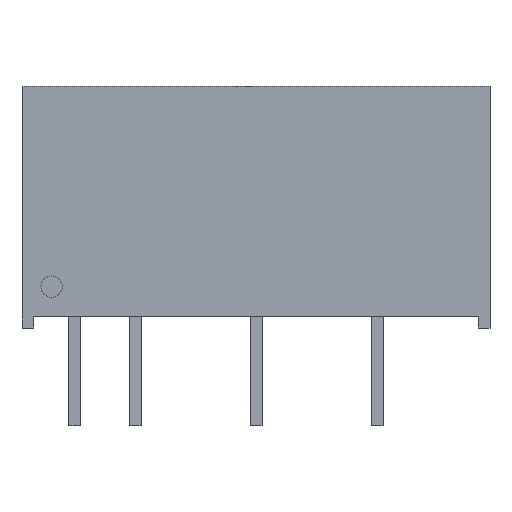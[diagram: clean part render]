
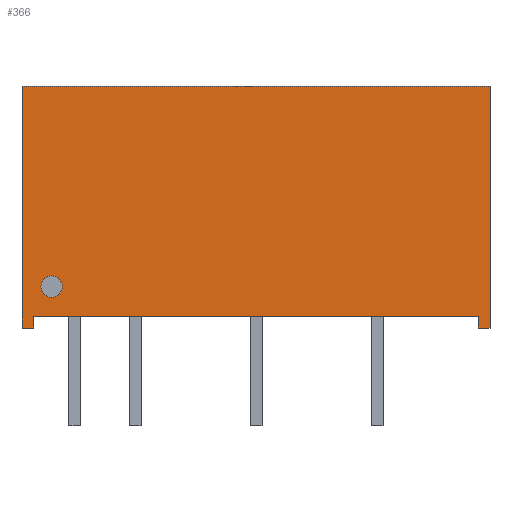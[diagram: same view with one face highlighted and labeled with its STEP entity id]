
A CAD part, top view. The second image highlights one B-rep face of the part: STEP entity #366.
In plain terms, the highlighted planar face has unit normal (0, 0, 1).
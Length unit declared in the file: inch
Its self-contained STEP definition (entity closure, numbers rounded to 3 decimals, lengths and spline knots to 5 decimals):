
#12 = VECTOR ( 'NONE', #255, 39.37008 ) ;
#17 = VERTEX_POINT ( 'NONE', #1217 ) ;
#19 = CARTESIAN_POINT ( 'NONE',  ( 0.38681, 0.4, 0.15945 ) ) ;
#34 = VECTOR ( 'NONE', #661, 39.37008 ) ;
#41 = ORIENTED_EDGE ( 'NONE', *, *, #396, .F. ) ;
#77 = LINE ( 'NONE', #637, #34 ) ;
#98 = VECTOR ( 'NONE', #726, 39.37008 ) ;
#103 = VERTEX_POINT ( 'NONE', #1172 ) ;
#109 = CARTESIAN_POINT ( 'NONE',  ( 0.36713, 0., 0.15945 ) ) ;
#123 = EDGE_CURVE ( 'NONE', #17, #168, #167, .T. ) ;
#128 = CARTESIAN_POINT ( 'NONE',  ( -0.36713, 0.01969, 0.15945 ) ) ;
#142 = ORIENTED_EDGE ( 'NONE', *, *, #800, .F. ) ;
#143 = DIRECTION ( 'NONE',  ( 0., -1., 0. ) ) ;
#153 = DIRECTION ( 'NONE',  ( -1., 0., 0. ) ) ;
#167 = LINE ( 'NONE', #271, #351 ) ;
#168 = VERTEX_POINT ( 'NONE', #361 ) ;
#172 = ORIENTED_EDGE ( 'NONE', *, *, #230, .F. ) ;
#193 = CARTESIAN_POINT ( 'NONE',  ( -0.32008, 0.0685, 0.15945 ) ) ;
#225 = DIRECTION ( 'NONE',  ( 0., 0., 1. ) ) ;
#230 = EDGE_CURVE ( 'NONE', #295, #415, #412, .T. ) ;
#255 = DIRECTION ( 'NONE',  ( 0., 1., 0. ) ) ;
#271 = CARTESIAN_POINT ( 'NONE',  ( -0.36713, 0., 0.15945 ) ) ;
#284 = VECTOR ( 'NONE', #883, 39.37008 ) ;
#295 = VERTEX_POINT ( 'NONE', #621 ) ;
#302 = EDGE_CURVE ( 'NONE', #415, #295, #1069, .T. ) ;
#322 = VERTEX_POINT ( 'NONE', #525 ) ;
#351 = VECTOR ( 'NONE', #153, 39.37008 ) ;
#361 = CARTESIAN_POINT ( 'NONE',  ( -0.38681, 0., 0.15945 ) ) ;
#366 = ADVANCED_FACE ( 'NONE', ( #890, #544 ), #911, .T. ) ;
#394 = VECTOR ( 'NONE', #857, 39.37008 ) ;
#396 = EDGE_CURVE ( 'NONE', #1035, #103, #762, .T. ) ;
#398 = CARTESIAN_POINT ( 'NONE',  ( 0.36713, 0.01969, 0.15945 ) ) ;
#412 = CIRCLE ( 'NONE', #591, 0.01772 ) ;
#415 = VERTEX_POINT ( 'NONE', #193 ) ;
#423 = LINE ( 'NONE', #886, #949 ) ;
#442 = LINE ( 'NONE', #464, #98 ) ;
#446 = ORIENTED_EDGE ( 'NONE', *, *, #565, .F. ) ;
#451 = VECTOR ( 'NONE', #839, 39.37008 ) ;
#464 = CARTESIAN_POINT ( 'NONE',  ( -0.38681, 0.4, 0.15945 ) ) ;
#525 = CARTESIAN_POINT ( 'NONE',  ( -0.36713, 0.01969, 0.15945 ) ) ;
#544 = FACE_BOUND ( 'NONE', #778, .T. ) ;
#548 = EDGE_CURVE ( 'NONE', #168, #1173, #813, .T. ) ;
#552 = ORIENTED_EDGE ( 'NONE', *, *, #302, .F. ) ;
#565 = EDGE_CURVE ( 'NONE', #322, #17, #799, .T. ) ;
#588 = CARTESIAN_POINT ( 'NONE',  ( 0., 0., 0.15945 ) ) ;
#591 = AXIS2_PLACEMENT_3D ( 'NONE', #1121, #1031, #747 ) ;
#599 = EDGE_CURVE ( 'NONE', #1173, #960, #442, .T. ) ;
#621 = CARTESIAN_POINT ( 'NONE',  ( -0.35551, 0.0685, 0.15945 ) ) ;
#629 = DIRECTION ( 'NONE',  ( 1., 0., 0. ) ) ;
#637 = CARTESIAN_POINT ( 'NONE',  ( 0.38681, 0., 0.15945 ) ) ;
#659 = CARTESIAN_POINT ( 'NONE',  ( 0.36713, 0., 0.15945 ) ) ;
#661 = DIRECTION ( 'NONE',  ( -1., 0., 0. ) ) ;
#680 = ORIENTED_EDGE ( 'NONE', *, *, #123, .F. ) ;
#726 = DIRECTION ( 'NONE',  ( 1., 0., 0. ) ) ;
#738 = EDGE_LOOP ( 'NONE', ( #680, #446, #142, #41, #802, #950, #919, #958 ) ) ;
#747 = DIRECTION ( 'NONE',  ( 1., 0., 0. ) ) ;
#762 = LINE ( 'NONE', #659, #451 ) ;
#769 = LINE ( 'NONE', #398, #394 ) ;
#778 = EDGE_LOOP ( 'NONE', ( #552, #172 ) ) ;
#799 = LINE ( 'NONE', #128, #284 ) ;
#800 = EDGE_CURVE ( 'NONE', #103, #322, #769, .T. ) ;
#802 = ORIENTED_EDGE ( 'NONE', *, *, #1163, .F. ) ;
#813 = LINE ( 'NONE', #1182, #12 ) ;
#839 = DIRECTION ( 'NONE',  ( 0., 1., 0. ) ) ;
#848 = AXIS2_PLACEMENT_3D ( 'NONE', #588, #225, #1133 ) ;
#857 = DIRECTION ( 'NONE',  ( -1., 0., 0. ) ) ;
#883 = DIRECTION ( 'NONE',  ( 0., -1., 0. ) ) ;
#886 = CARTESIAN_POINT ( 'NONE',  ( 0.38681, 0.4, 0.15945 ) ) ;
#890 = FACE_OUTER_BOUND ( 'NONE', #738, .T. ) ;
#908 = CARTESIAN_POINT ( 'NONE',  ( -0.3378, 0.0685, 0.15945 ) ) ;
#911 = PLANE ( 'NONE',  #848 ) ;
#919 = ORIENTED_EDGE ( 'NONE', *, *, #599, .F. ) ;
#931 = CARTESIAN_POINT ( 'NONE',  ( -0.38681, 0.4, 0.15945 ) ) ;
#949 = VECTOR ( 'NONE', #143, 39.37008 ) ;
#950 = ORIENTED_EDGE ( 'NONE', *, *, #1051, .F. ) ;
#958 = ORIENTED_EDGE ( 'NONE', *, *, #548, .F. ) ;
#960 = VERTEX_POINT ( 'NONE', #19 ) ;
#1012 = DIRECTION ( 'NONE',  ( 0., 0., 1. ) ) ;
#1031 = DIRECTION ( 'NONE',  ( 0., 0., 1. ) ) ;
#1035 = VERTEX_POINT ( 'NONE', #109 ) ;
#1039 = CARTESIAN_POINT ( 'NONE',  ( 0.38681, 0., 0.15945 ) ) ;
#1051 = EDGE_CURVE ( 'NONE', #960, #1113, #423, .T. ) ;
#1069 = CIRCLE ( 'NONE', #1216, 0.01772 ) ;
#1113 = VERTEX_POINT ( 'NONE', #1039 ) ;
#1121 = CARTESIAN_POINT ( 'NONE',  ( -0.3378, 0.0685, 0.15945 ) ) ;
#1133 = DIRECTION ( 'NONE',  ( 1., 0., 0. ) ) ;
#1163 = EDGE_CURVE ( 'NONE', #1113, #1035, #77, .T. ) ;
#1172 = CARTESIAN_POINT ( 'NONE',  ( 0.36713, 0.01969, 0.15945 ) ) ;
#1173 = VERTEX_POINT ( 'NONE', #931 ) ;
#1182 = CARTESIAN_POINT ( 'NONE',  ( -0.38681, 0., 0.15945 ) ) ;
#1216 = AXIS2_PLACEMENT_3D ( 'NONE', #908, #1012, #629 ) ;
#1217 = CARTESIAN_POINT ( 'NONE',  ( -0.36713, 0., 0.15945 ) ) ;
